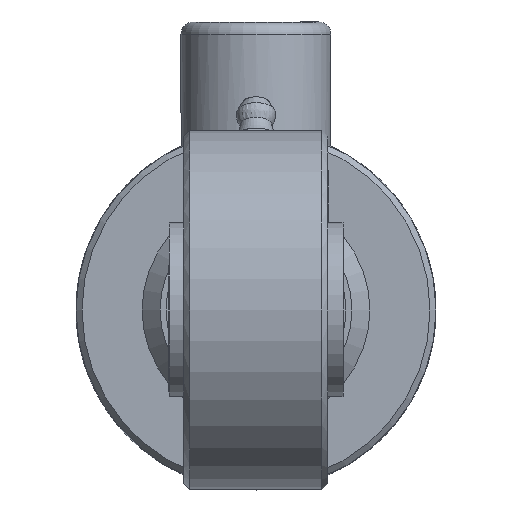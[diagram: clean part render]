
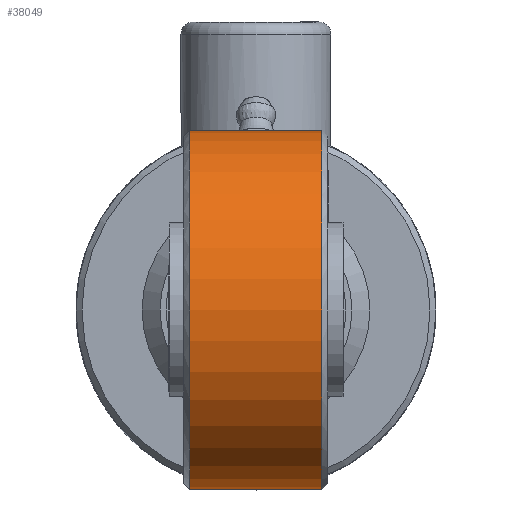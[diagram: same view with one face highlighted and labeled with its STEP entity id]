
A CAD part, front view. The second image highlights one B-rep face of the part: STEP entity #38049.
In plain terms, the highlighted cylindrical face has radius 30 mm (diameter 60 mm), a partial arc.
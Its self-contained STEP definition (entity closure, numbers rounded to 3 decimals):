
#37936=CARTESIAN_POINT('',(-6.228,113.482,49.225));
#37937=DIRECTION('',(-1.0,0.,0.));
#37938=DIRECTION('',(0.,-1.,-0.001));
#37939=AXIS2_PLACEMENT_3D('',#37936,#37937,#37938);
#37940=CYLINDRICAL_SURFACE('',#37939,30.);
#37941=CARTESIAN_POINT('',(-7.228,98.449,23.264));
#37942=VERTEX_POINT('',#37941);
#37943=CARTESIAN_POINT('',(-7.228,83.482,49.186));
#37944=VERTEX_POINT('',#37943);
#37945=CARTESIAN_POINT('',(-7.228,113.482,49.225));
#37946=DIRECTION('',(1.0,0.,0.));
#37947=DIRECTION('',(0.,1.,0.001));
#37948=AXIS2_PLACEMENT_3D('',#37945,#37946,#37947);
#37949=CIRCLE('',#37948,30.);
#37950=EDGE_CURVE('',#37942,#37944,#37949,.T.);
#37951=ORIENTED_EDGE('',*,*,#37950,.F.);
#37952=CARTESIAN_POINT('',(-29.228,98.449,23.264));
#37953=VERTEX_POINT('',#37952);
#37954=CARTESIAN_POINT('',(-7.228,98.449,23.264));
#37955=DIRECTION('',(-1.0,0.0,0.0));
#37956=VECTOR('',#37955,22.);
#37957=LINE('',#37954,#37956);
#37958=EDGE_CURVE('',#37942,#37953,#37957,.T.);
#37959=ORIENTED_EDGE('',*,*,#37958,.T.);
#37960=CARTESIAN_POINT('',(-29.228,83.482,49.186));
#37961=VERTEX_POINT('',#37960);
#37962=CARTESIAN_POINT('',(-29.228,113.482,49.225));
#37963=DIRECTION('',(-1.0,0.,0.));
#37964=DIRECTION('',(0.,1.,0.001));
#37965=AXIS2_PLACEMENT_3D('',#37962,#37963,#37964);
#37966=CIRCLE('',#37965,30.);
#37967=EDGE_CURVE('',#37961,#37953,#37966,.T.);
#37968=ORIENTED_EDGE('',*,*,#37967,.F.);
#37969=CARTESIAN_POINT('',(-7.228,83.482,49.186));
#37970=DIRECTION('',(-1.0,0.0,0.0));
#37971=VECTOR('',#37970,22.0);
#37972=LINE('',#37969,#37971);
#37973=EDGE_CURVE('',#37944,#37961,#37972,.T.);
#37974=ORIENTED_EDGE('',*,*,#37973,.F.);
#37975=EDGE_LOOP('',(#37951,#37959,#37968,#37974));
#37976=FACE_OUTER_BOUND('',#37975,.T.);
#37977=CARTESIAN_POINT('',(-15.228,113.482,19.225));
#37978=VERTEX_POINT('',#37977);
#37979=CARTESIAN_POINT('',(-21.228,113.482,19.225));
#37980=VERTEX_POINT('',#37979);
#37981=CARTESIAN_POINT('',(-15.228,113.482,19.225));
#37982=CARTESIAN_POINT('',(-15.228,113.105,19.225));
#37983=CARTESIAN_POINT('',(-15.304,112.703,19.233));
#37984=CARTESIAN_POINT('',(-15.61,111.964,19.261));
#37985=CARTESIAN_POINT('',(-15.841,111.627,19.281));
#37986=CARTESIAN_POINT('',(-16.373,111.094,19.319));
#37987=CARTESIAN_POINT('',(-16.71,110.864,19.339));
#37988=CARTESIAN_POINT('',(-17.449,110.557,19.367));
#37989=CARTESIAN_POINT('',(-17.851,110.482,19.375));
#37990=CARTESIAN_POINT('',(-18.605,110.482,19.375));
#37991=CARTESIAN_POINT('',(-19.007,110.557,19.367));
#37992=CARTESIAN_POINT('',(-19.746,110.864,19.339));
#37993=CARTESIAN_POINT('',(-20.083,111.094,19.319));
#37994=CARTESIAN_POINT('',(-20.616,111.627,19.281));
#37995=CARTESIAN_POINT('',(-20.847,111.964,19.261));
#37996=CARTESIAN_POINT('',(-21.153,112.703,19.233));
#37997=CARTESIAN_POINT('',(-21.228,113.105,19.225));
#37998=CARTESIAN_POINT('',(-21.228,113.482,19.225));
#37999=B_SPLINE_CURVE_WITH_KNOTS('',3,(#37981,#37982,#37983,#37984,#37985,#37986,#37987,#37988,#37989,#37990,#37991,#37992,#37993,#37994,#37995,#37996,#37997,#37998),.UNSPECIFIED.,.F.,.U.,(4,2,2,2,2,2,2,2,4),(0.452,0.565,0.679,0.792,0.905,1.018,1.131,1.244,1.357),.UNSPECIFIED.);
#38000=EDGE_CURVE('',#37978,#37980,#37999,.T.);
#38001=ORIENTED_EDGE('',*,*,#38000,.F.);
#38002=CARTESIAN_POINT('',(-14.728,113.482,19.225));
#38003=VERTEX_POINT('',#38002);
#38004=CARTESIAN_POINT('',(-14.728,113.482,19.225));
#38005=DIRECTION('',(-1.0,0.0,0.0));
#38006=VECTOR('',#38005,0.5);
#38007=LINE('',#38004,#38006);
#38008=EDGE_CURVE('',#38003,#37978,#38007,.T.);
#38009=ORIENTED_EDGE('',*,*,#38008,.F.);
#38010=ORIENTED_EDGE('',*,*,#38008,.T.);
#38011=CARTESIAN_POINT('',(-21.228,113.482,19.225));
#38012=CARTESIAN_POINT('',(-21.228,113.859,19.225));
#38013=CARTESIAN_POINT('',(-21.153,114.261,19.233));
#38014=CARTESIAN_POINT('',(-20.847,115.,19.261));
#38015=CARTESIAN_POINT('',(-20.616,115.337,19.281));
#38016=CARTESIAN_POINT('',(-20.083,115.87,19.319));
#38017=CARTESIAN_POINT('',(-19.746,116.1,19.339));
#38018=CARTESIAN_POINT('',(-19.007,116.407,19.367));
#38019=CARTESIAN_POINT('',(-18.605,116.482,19.375));
#38020=CARTESIAN_POINT('',(-18.228,116.482,19.375));
#38021=CARTESIAN_POINT('',(-17.851,116.482,19.375));
#38022=CARTESIAN_POINT('',(-17.449,116.407,19.367));
#38023=CARTESIAN_POINT('',(-16.71,116.1,19.339));
#38024=CARTESIAN_POINT('',(-16.373,115.87,19.319));
#38025=CARTESIAN_POINT('',(-15.841,115.337,19.281));
#38026=CARTESIAN_POINT('',(-15.61,115.,19.261));
#38027=CARTESIAN_POINT('',(-15.304,114.261,19.233));
#38028=CARTESIAN_POINT('',(-15.228,113.859,19.225));
#38029=CARTESIAN_POINT('',(-15.228,113.482,19.225));
#38030=B_SPLINE_CURVE_WITH_KNOTS('',3,(#38011,#38012,#38013,#38014,#38015,#38016,#38017,#38018,#38019,#38020,#38021,#38022,#38023,#38024,#38025,#38026,#38027,#38028,#38029),.UNSPECIFIED.,.F.,.U.,(4,2,2,2,3,2,2,2,4),(1.357,1.47,1.583,1.696,1.809,1.922,2.036,2.149,2.262),.UNSPECIFIED.);
#38031=EDGE_CURVE('',#37980,#37978,#38030,.T.);
#38032=ORIENTED_EDGE('',*,*,#38031,.F.);
#38033=CARTESIAN_POINT('',(-21.728,113.482,19.225));
#38034=VERTEX_POINT('',#38033);
#38035=CARTESIAN_POINT('',(-21.228,113.482,19.225));
#38036=DIRECTION('',(-1.0,0.0,0.0));
#38037=VECTOR('',#38036,0.5);
#38038=LINE('',#38035,#38037);
#38039=EDGE_CURVE('',#37980,#38034,#38038,.T.);
#38040=ORIENTED_EDGE('',*,*,#38039,.T.);
#38041=CARTESIAN_POINT('',(-21.228,113.482,19.225));
#38042=DIRECTION('',(-1.0,0.0,0.0));
#38043=VECTOR('',#38042,0.5);
#38044=LINE('',#38041,#38043);
#38045=EDGE_CURVE('',#37980,#38034,#38044,.T.);
#38046=ORIENTED_EDGE('',*,*,#38045,.F.);
#38047=EDGE_LOOP('',(#38001,#38009,#38010,#38032,#38040,#38046));
#38048=FACE_BOUND('',#38047,.T.);
#38049=ADVANCED_FACE('',(#37976,#38048),#37940,.T.);
